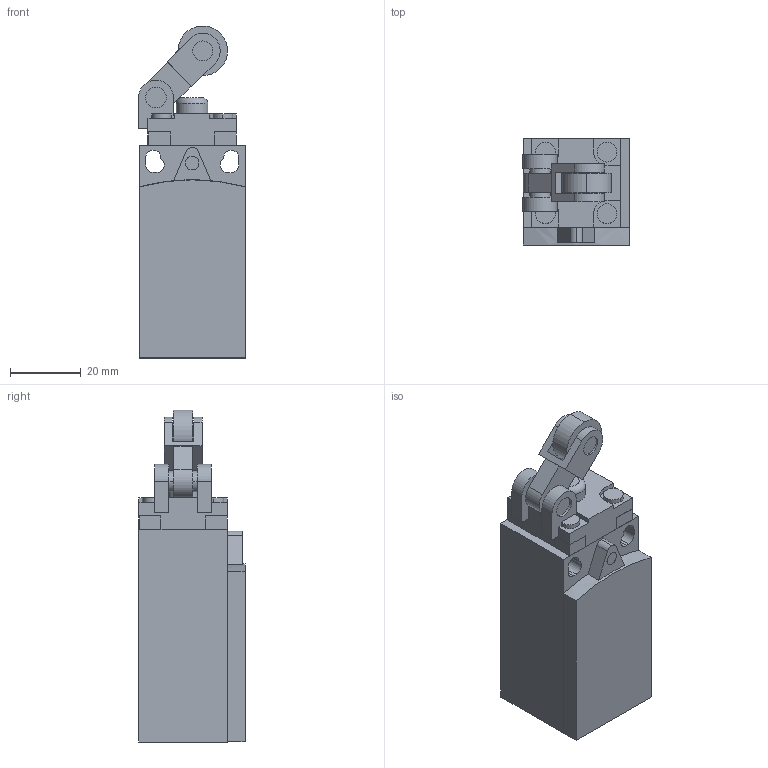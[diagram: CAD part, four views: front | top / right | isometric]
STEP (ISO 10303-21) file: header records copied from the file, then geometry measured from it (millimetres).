
FILE_DESCRIPTION(('starvars output'),'2;1');
FILE_NAME('cv20200406051458000016853.stp','05:14:58 2020/04/06',( 'Thomas Industrial Network Germany GmbH'),( 'Thomas Industrial Network Germany GmbH'),'unknown preprocess','ACIS' ,'unknown authorization');
FILE_SCHEMA(('AUTOMOTIVE_DESIGN_CC2 {UNKNOWN IMPLEMENTATION LEVEL}'));
Length unit declared in the file: millimetre
Products named in the file (1): PRODUCT_ID_1
Bounding box: 30.11 x 30 x 93.7 mm (x, y, z)
Volume: 57840.2 mm3; surface area: 13495.6 mm2
Topology: 1 solids, 1 shells, 151 faces, 396 edges, 262 vertices
Faces by surface type: plane 91, cylinder 54, cone 4, torus 2
Entity records: 5481 total; most frequent: ORIENTED_EDGE 792, CARTESIAN_POINT 707, DIRECTION 632, EDGE_CURVE 396, VERTEX_POINT 262, VECTOR 258, LINE 258, AXIS2_PLACEMENT_3D 187
